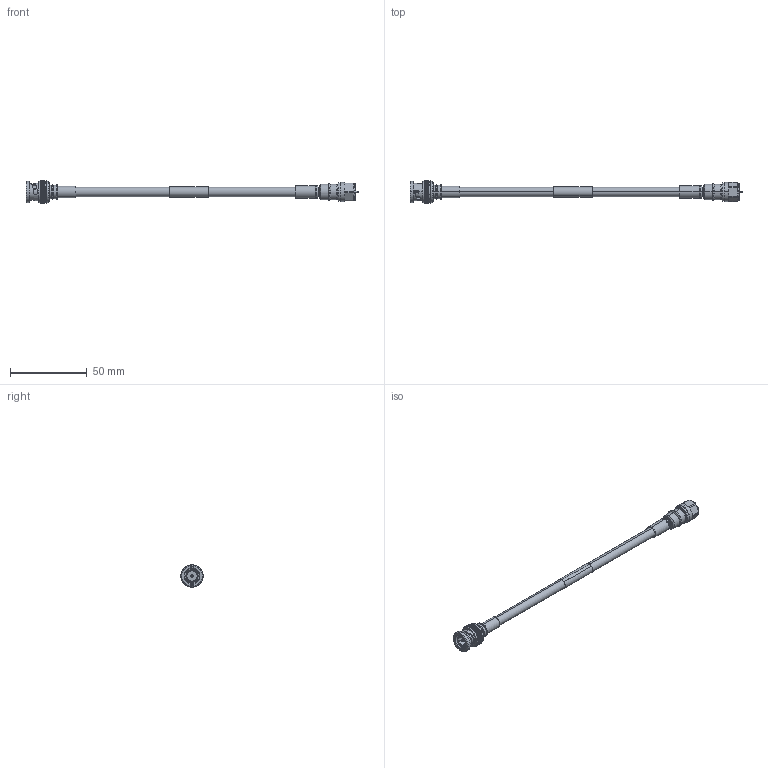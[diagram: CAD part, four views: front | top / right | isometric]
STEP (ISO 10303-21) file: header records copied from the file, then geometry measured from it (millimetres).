
FILE_DESCRIPTION (( 'STEP AP214' ), '1' );
FILE_NAME ('FMCA100025_3D.step', '2024-06-17T20:56:06', ( '' ), ( '' ), 'SwSTEP 2.0', 'SolidWorks 2022', '' );
FILE_SCHEMA (( 'AUTOMOTIVE_DESIGN' ));
Length unit declared in the file: inch
Products named in the file (5): FMCA100025_3D; 1AW01-003_.254 ID; LMR-240-75-DB; TC-240-FMH-75_PE; TC-240-BM-75-X_PE
Assembly tree (4 placements, depth 2):
  FMCA100025_3D
    LMR-240-75-DB
    1AW01-003_.254 ID
    TC-240-BM-75-X_PE
    TC-240-FMH-75_PE
Bounding box: 216.5 x 14.5 x 14.5 mm (x, y, z)
Volume: 8605 mm3; surface area: 8909.5 mm2
Topology: 6 solids, 6 shells, 584 faces, 1533 edges, 981 vertices
Faces by surface type: plane 294, cylinder 172, cone 92, torus 26
Entity records: 18909 total; most frequent: CARTESIAN_POINT 4834, ORIENTED_EDGE 3066, DIRECTION 2689, EDGE_CURVE 1533, AXIS2_PLACEMENT_3D 1064, VERTEX_POINT 981, EDGE_LOOP 614, ADVANCED_FACE 584
